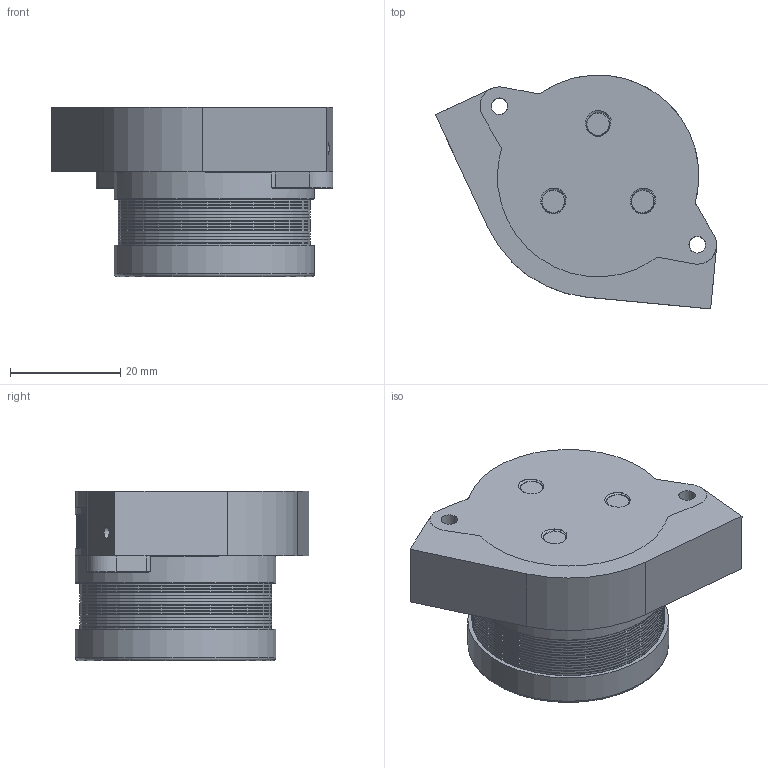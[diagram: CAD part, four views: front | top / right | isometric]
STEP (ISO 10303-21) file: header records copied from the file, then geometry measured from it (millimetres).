
FILE_DESCRIPTION(/* description */ ('','CAx-IF Rec.Pracs.---Representation and Presentation of Product Manufacturing Information (PMI)---4.0---2014-10-13'),/* implementation_level */ '2;1');
FILE_NAME(/* name */ 'Gluon Extruder Alpha v7.step',/* time_stamp */ '2024-12-28T00:21:24-05:00',/* author */ (''),/* organization */ (''),/* preprocessor_version */ 'ST-DEVELOPER v20',/* originating_system */ 'Autodesk Translation Framework v13.20.0.188',/* authorisation */ '');
FILE_SCHEMA (('AP242_MANAGED_MODEL_BASED_3D_ENGINEERING_MIM_LF { 1 0 10303 442 1 1 4 }'));
Products named in the file (9): Gluon Extruder Alpha; Motor & Gearbox; Extruder Hardware; LDO-36STH20-1004AHG; Molded Gear Housing (65 teeth); Planetary Gear - LDO Orbiter; MR85ZZ; 90358A132_Ultra-Low-Profile Socket Head Screw; Test Housing
Assembly tree (14 placements, depth 4):
  Gluon Extruder Alpha
    Motor & Gearbox
      Extruder Hardware
        LDO-36STH20-1004AHG
      Molded Gear Housing (65 teeth)
      Planetary Gear - LDO Orbiter  x3
      MR85ZZ  x3
      90358A132_Ultra-Low-Profile Socket Head Screw  x3
    Test Housing
Bounding box: 51.07 x 42.46 x 30.7 mm (x, y, z)
Volume: 33479 mm3; surface area: 21370.6 mm2
Topology: 15 solids, 16 shells, 2042 faces, 5637 edges, 3652 vertices
Faces by surface type: cylinder 705, plane 697, bspline 558, cone 80, torus 2
Full cylindrical faces by diameter (mm): 2 x1, 2.2 x2, 2.6 x1, 3 x5, 3.961 x21, 4.234 x6, 5 x28, 5.12 x3, 5.75 x6, 5.8 x3, 6 x3, 7 x1, 7.25 x6, 8 x6, 8.5 x3, 16 x1, 16.2 x1, 31.5 x1, 35 x16, 36.5 x4
Entity records: 61759 total; most frequent: CARTESIAN_POINT 19543, ORIENTED_EDGE 9450, DIRECTION 8042, EDGE_CURVE 4725, VERTEX_POINT 3054, LINE 2860, VECTOR 2860, AXIS2_PLACEMENT_3D 2591
